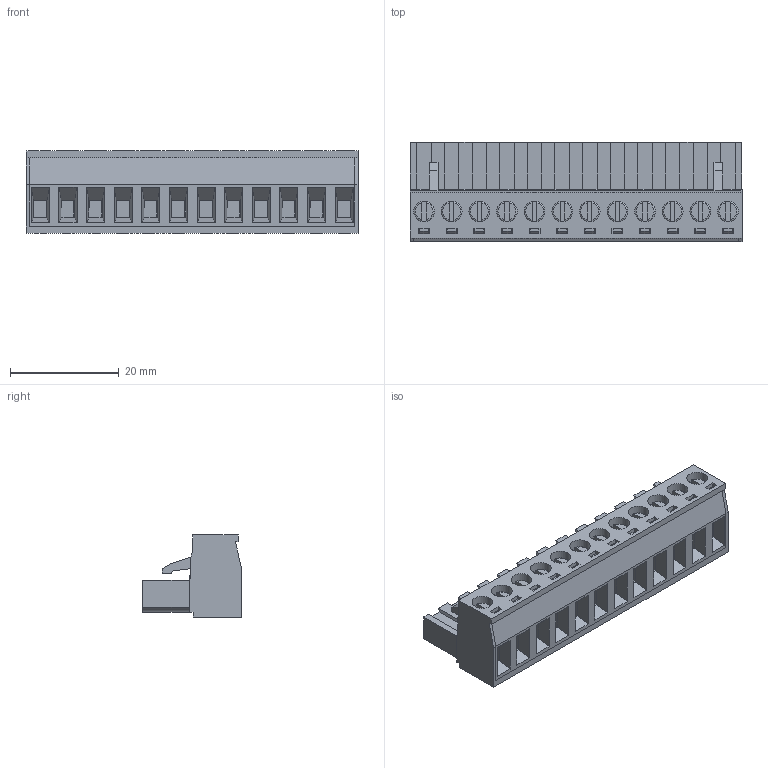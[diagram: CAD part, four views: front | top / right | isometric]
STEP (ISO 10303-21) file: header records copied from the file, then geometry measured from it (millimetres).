
FILE_DESCRIPTION( ( 'Unknown' ), '1' );
FILE_NAME( '691351500012.stp', 'Unknown', ( 'Unknown' ), ( 'Unknown' ), 'PSStep 18.0.17', 'Unknown', ' ' );
FILE_SCHEMA( ( 'AUTOMOTIVE_DESIGN { 1 0 10303 214 1 1 1 1 }' ) );
Length unit declared in the file: millimetre
Products named in the file (6): Assem1; 6913515000xx_CAGE; 6913515000xx_PIN; 6913515000xx_VIS; 691351500012; 691351500012_CAPOT
Assembly tree (38 placements, depth 2):
  Assem1
    6913515000xx_CAGE  x12
    6913515000xx_PIN  x12
    6913515000xx_VIS  x12
    691351500012
    691351500012_CAPOT
Bounding box: 61.06 x 18.2 x 15.1 mm (x, y, z)
Volume: 7055.9 mm3; surface area: 18609 mm2
Topology: 38 solids, 38 shells, 2765 faces, 7514 edges, 4908 vertices
Faces by surface type: plane 2035, cylinder 670, torus 36, cone 24
Full cylindrical faces by diameter (mm): 1.5 x12, 2.2 x12, 2.5 x12, 2.9 x12, 2.95 x12, 3 x12, 3.8 x24
Entity records: 54864 total; most frequent: CARTESIAN_POINT 7679, ORIENTED_EDGE 7448, DIRECTION 6964, EDGE_CURVE 3724, LINE 3362, VECTOR 3362, VERTEX_POINT 2460, AXIS2_PLACEMENT_3D 1801
